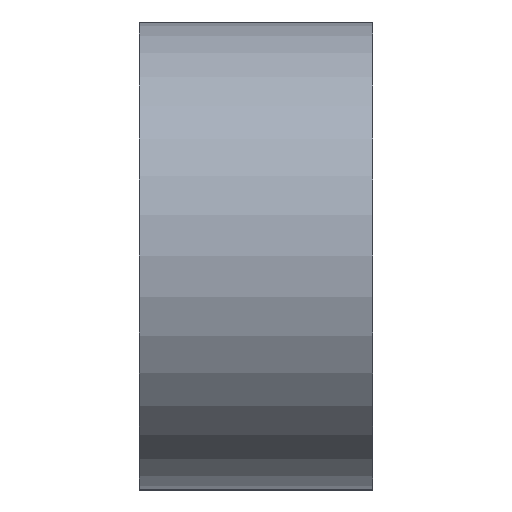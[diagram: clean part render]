
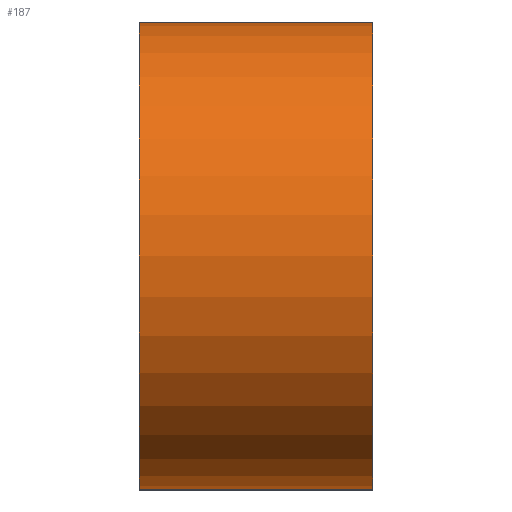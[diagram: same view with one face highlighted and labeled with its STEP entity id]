
A CAD part, left-side view. The second image highlights one B-rep face of the part: STEP entity #187.
In plain terms, the highlighted cylindrical face has radius 100 mm (diameter 200 mm), a partial arc.
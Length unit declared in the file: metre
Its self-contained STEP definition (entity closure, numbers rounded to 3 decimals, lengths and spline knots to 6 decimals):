
#27 = DIRECTION ( 'NONE',  ( 0., -1., 0. ) ) ;
#33 = VECTOR ( 'NONE', #285, 1. ) ;
#58 = CARTESIAN_POINT ( 'NONE',  ( -0.5, 0.05, 0. ) ) ;
#61 = CIRCLE ( 'NONE', #172, 0.1 ) ;
#82 = DIRECTION ( 'NONE',  ( 0., -1., 0. ) ) ;
#91 = EDGE_CURVE ( 'NONE', #124, #313, #352, .T. ) ;
#101 = EDGE_CURVE ( 'NONE', #242, #214, #61, .T. ) ;
#103 = VECTOR ( 'NONE', #27, 1. ) ;
#106 = DIRECTION ( 'NONE',  ( 0., 0., 1. ) ) ;
#107 = LINE ( 'NONE', #134, #33 ) ;
#108 = DIRECTION ( 'NONE',  ( 0., 1., 0. ) ) ;
#124 = VERTEX_POINT ( 'NONE', #169 ) ;
#134 = CARTESIAN_POINT ( 'NONE',  ( -0.5, 0.05, 0.1 ) ) ;
#144 = CARTESIAN_POINT ( 'NONE',  ( -0.5, -0.05, 0.1 ) ) ;
#150 = ORIENTED_EDGE ( 'NONE', *, *, #101, .F. ) ;
#169 = CARTESIAN_POINT ( 'NONE',  ( -0.5, -0.05, -0.1 ) ) ;
#172 = AXIS2_PLACEMENT_3D ( 'NONE', #58, #227, #106 ) ;
#180 = CYLINDRICAL_SURFACE ( 'NONE', #248, 0.1 ) ;
#187 = ADVANCED_FACE ( 'NONE', ( #358 ), #180, .T. ) ;
#192 = EDGE_LOOP ( 'NONE', ( #384, #294, #150, #364 ) ) ;
#194 = AXIS2_PLACEMENT_3D ( 'NONE', #344, #108, #374 ) ;
#199 = CARTESIAN_POINT ( 'NONE',  ( -0.5, 0.05, 0. ) ) ;
#214 = VERTEX_POINT ( 'NONE', #280 ) ;
#224 = EDGE_CURVE ( 'NONE', #214, #313, #107, .T. ) ;
#227 = DIRECTION ( 'NONE',  ( 0., 1., 0. ) ) ;
#242 = VERTEX_POINT ( 'NONE', #325 ) ;
#248 = AXIS2_PLACEMENT_3D ( 'NONE', #199, #82, #378 ) ;
#262 = LINE ( 'NONE', #320, #103 ) ;
#280 = CARTESIAN_POINT ( 'NONE',  ( -0.5, 0.05, 0.1 ) ) ;
#285 = DIRECTION ( 'NONE',  ( 0., -1., 0. ) ) ;
#294 = ORIENTED_EDGE ( 'NONE', *, *, #224, .F. ) ;
#306 = EDGE_CURVE ( 'NONE', #242, #124, #262, .T. ) ;
#313 = VERTEX_POINT ( 'NONE', #144 ) ;
#320 = CARTESIAN_POINT ( 'NONE',  ( -0.5, 0.05, -0.1 ) ) ;
#325 = CARTESIAN_POINT ( 'NONE',  ( -0.5, 0.05, -0.1 ) ) ;
#344 = CARTESIAN_POINT ( 'NONE',  ( -0.5, -0.05, 0. ) ) ;
#352 = CIRCLE ( 'NONE', #194, 0.1 ) ;
#358 = FACE_OUTER_BOUND ( 'NONE', #192, .T. ) ;
#364 = ORIENTED_EDGE ( 'NONE', *, *, #306, .T. ) ;
#374 = DIRECTION ( 'NONE',  ( 0., 0., 1. ) ) ;
#378 = DIRECTION ( 'NONE',  ( 0., 0., -1. ) ) ;
#384 = ORIENTED_EDGE ( 'NONE', *, *, #91, .T. ) ;
